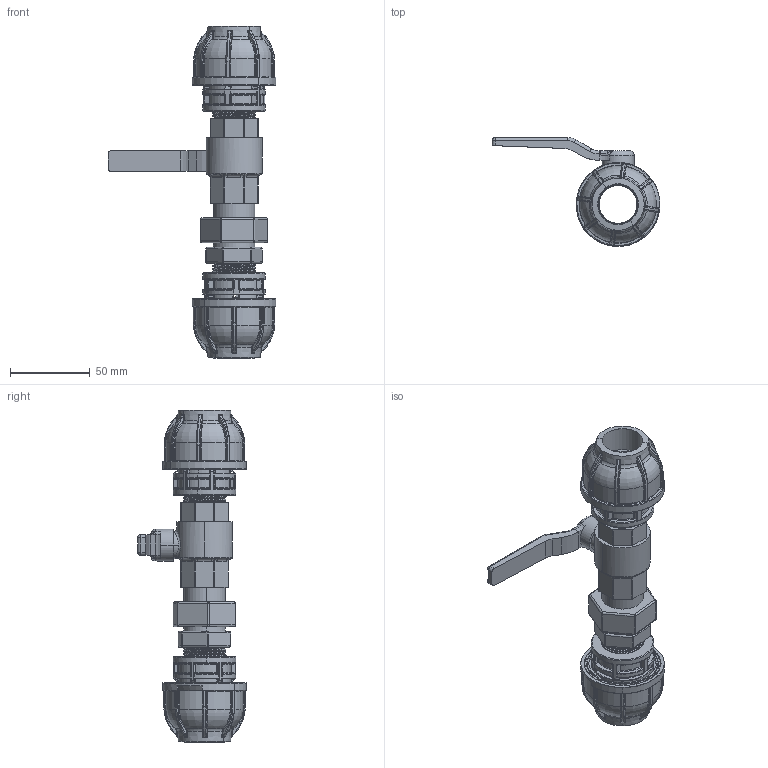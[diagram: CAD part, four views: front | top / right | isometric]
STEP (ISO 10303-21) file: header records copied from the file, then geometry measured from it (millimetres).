
FILE_DESCRIPTION (( 'STEP AP203' ), '1' );
FILE_NAME ('R225.025.034.step', '2013-11-19T09:39:19', ( 'Alusic' ), ( 'Alusic' ), 'SwSTEP 2.0', 'SolidWorks 2011', '' );
FILE_SCHEMA (( 'CONFIG_CONTROL_DESIGN' ));
Length unit declared in the file: millimetre
Products named in the file (1): R225.025.034
Bounding box: 104.93 x 67.95 x 207.67 mm (x, y, z)
Surface area: 58121.2 mm2 (no closed solid volume)
Topology: 0 solids, 32 shells, 1737 faces, 7133 edges, 5148 vertices
Faces by surface type: cylinder 562, bspline 361, plane 327, torus 327, sphere 98, cone 62
Entity records: 126828 total; most frequent: CARTESIAN_POINT 75448, ORIENTED_EDGE 12030, DIRECTION 8571, EDGE_CURVE 7051, VERTEX_POINT 5144, AXIS2_PLACEMENT_3D 3640, B_SPLINE_CURVE_WITH_KNOTS 3363, CIRCLE 2263
